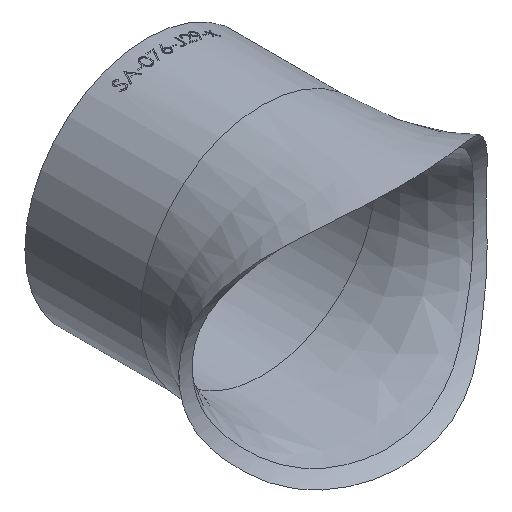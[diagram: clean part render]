
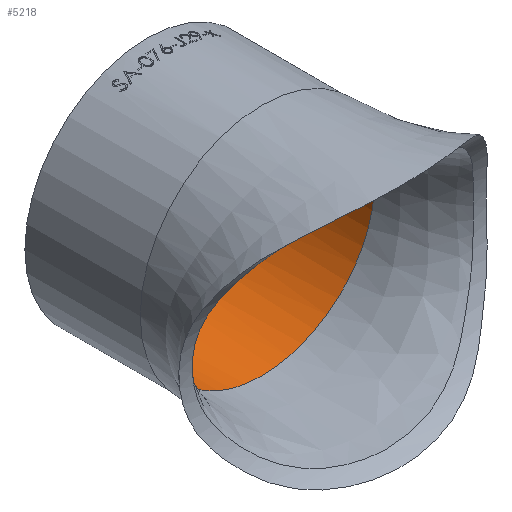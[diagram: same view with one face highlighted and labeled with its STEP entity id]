
A CAD part, isometric view. The second image highlights one B-rep face of the part: STEP entity #5218.
In plain terms, the highlighted cylindrical face has radius 35.15 mm (diameter 70.3 mm), a full revolution.
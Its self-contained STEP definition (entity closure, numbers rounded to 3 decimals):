
#415 = CARTESIAN_POINT ( 'NONE',  ( 12.623, 66.36, -32.832 ) ) ;
#467 = CARTESIAN_POINT ( 'NONE',  ( 4.858, 66.36, 35.15 ) ) ;
#526 = CARTESIAN_POINT ( 'NONE',  ( 21.666, 66.36, -28.033 ) ) ;
#643 = CARTESIAN_POINT ( 'NONE',  ( 33.227, 66.36, -11.548 ) ) ;
#1236 = VERTEX_POINT ( 'NONE', #17352 ) ;
#1559 = EDGE_LOOP ( 'NONE', ( #3041 ) ) ;
#1833 = CARTESIAN_POINT ( 'NONE',  ( -9.349, 66.36, -33.911 ) ) ;
#1888 = CARTESIAN_POINT ( 'NONE',  ( 9.349, 66.36, -33.911 ) ) ;
#1935 = EDGE_CURVE ( 'NONE', #1236, #1236, #18287, .T. ) ;
#1947 = CARTESIAN_POINT ( 'NONE',  ( 11.548, 66.36, -33.227 ) ) ;
#2002 = CARTESIAN_POINT ( 'NONE',  ( 34.201, 66.36, 8.224 ) ) ;
#2067 = CARTESIAN_POINT ( 'NONE',  ( 30.608, 66.36, -17.877 ) ) ;
#2146 = ORIENTED_EDGE ( 'NONE', *, *, #13034, .T. ) ;
#3041 = ORIENTED_EDGE ( 'NONE', *, *, #1935, .F. ) ;
#3303 = CARTESIAN_POINT ( 'NONE',  ( -32.832, 66.36, -12.623 ) ) ;
#3361 = CARTESIAN_POINT ( 'NONE',  ( 33.911, 66.36, 9.349 ) ) ;
#3419 = CARTESIAN_POINT ( 'NONE',  ( 21.666, 66.36, 28.033 ) ) ;
#3481 = CARTESIAN_POINT ( 'NONE',  ( 1.206, 66.36, -35.15 ) ) ;
#3664 = CARTESIAN_POINT ( 'NONE',  ( -34.67, 66.36, 5.937 ) ) ;
#3755 = DIRECTION ( 'NONE',  ( 0., 0., 1. ) ) ;
#3777 = CARTESIAN_POINT ( 'NONE',  ( -35.15, 66.36, -1.206 ) ) ;
#4642 = CARTESIAN_POINT ( 'NONE',  ( 35.15, 66.36, -1.206 ) ) ;
#4704 = CARTESIAN_POINT ( 'NONE',  ( -2.414, 66.36, -35.088 ) ) ;
#4707 = AXIS2_PLACEMENT_3D ( 'NONE', #6481, #10549, #3755 ) ;
#4765 = CARTESIAN_POINT ( 'NONE',  ( 8.224, 66.36, -34.201 ) ) ;
#4823 = CARTESIAN_POINT ( 'NONE',  ( 0., 66.36, 35.15 ) ) ;
#4886 = CARTESIAN_POINT ( 'NONE',  ( -4.779, 66.36, -34.848 ) ) ;
#4946 = CARTESIAN_POINT ( 'NONE',  ( -33.911, 66.36, 9.349 ) ) ;
#5065 = CARTESIAN_POINT ( 'NONE',  ( -34.848, 66.36, 4.779 ) ) ;
#5132 = CARTESIAN_POINT ( 'NONE',  ( -33.911, 66.36, -9.349 ) ) ;
#5190 = CARTESIAN_POINT ( 'NONE',  ( -35.15, 66.36, 1.206 ) ) ;
#5218 = ADVANCED_FACE ( 'NONE', ( #12787, #16739 ), #9245, .F. ) ;
#5542 = CARTESIAN_POINT ( 'NONE',  ( 0., 66.36, 0. ) ) ;
#6087 = CARTESIAN_POINT ( 'NONE',  ( -28.033, 66.36, -21.666 ) ) ;
#6272 = CARTESIAN_POINT ( 'NONE',  ( 30.608, 66.36, 17.877 ) ) ;
#6331 = CARTESIAN_POINT ( 'NONE',  ( -12.623, 66.36, -32.832 ) ) ;
#6367 = AXIS2_PLACEMENT_3D ( 'NONE', #5542, #16817, #9871 ) ;
#6392 = CARTESIAN_POINT ( 'NONE',  ( -35.088, 66.36, -2.414 ) ) ;
#6481 = CARTESIAN_POINT ( 'NONE',  ( 0., 102.36, 0. ) ) ;
#6559 = CARTESIAN_POINT ( 'NONE',  ( -21.666, 66.36, 28.033 ) ) ;
#7450 = CARTESIAN_POINT ( 'NONE',  ( -17.877, 66.36, -30.608 ) ) ;
#7508 = CARTESIAN_POINT ( 'NONE',  ( 17.877, 66.36, 30.609 ) ) ;
#7568 = CARTESIAN_POINT ( 'NONE',  ( 34.67, 66.36, 5.937 ) ) ;
#7630 = CARTESIAN_POINT ( 'NONE',  ( 5.937, 66.36, -34.67 ) ) ;
#7752 = CARTESIAN_POINT ( 'NONE',  ( -33.227, 66.36, 11.548 ) ) ;
#7810 = CARTESIAN_POINT ( 'NONE',  ( -17.877, 66.36, 30.609 ) ) ;
#8851 = CARTESIAN_POINT ( 'NONE',  ( 35.15, 66.36, 1.206 ) ) ;
#8974 = CARTESIAN_POINT ( 'NONE',  ( 34.67, 66.36, -5.937 ) ) ;
#9033 = CARTESIAN_POINT ( 'NONE',  ( -5.937, 66.36, -34.67 ) ) ;
#9245 = CYLINDRICAL_SURFACE ( 'NONE', #6367, 35.15 ) ;
#9871 = DIRECTION ( 'NONE',  ( 0., 0., 1. ) ) ;
#10018 = EDGE_LOOP ( 'NONE', ( #2146 ) ) ;
#10277 = CARTESIAN_POINT ( 'NONE',  ( 32.832, 66.36, -12.623 ) ) ;
#10335 = CARTESIAN_POINT ( 'NONE',  ( 28.033, 66.36, -21.666 ) ) ;
#10391 = CARTESIAN_POINT ( 'NONE',  ( 34.848, 66.36, 4.779 ) ) ;
#10513 = CARTESIAN_POINT ( 'NONE',  ( 33.227, 66.36, 11.548 ) ) ;
#10549 = DIRECTION ( 'NONE',  ( 0., 1., 0. ) ) ;
#11742 = CARTESIAN_POINT ( 'NONE',  ( 2.414, 66.36, -35.088 ) ) ;
#11805 = CARTESIAN_POINT ( 'NONE',  ( 35.088, 66.36, 2.414 ) ) ;
#11863 = CARTESIAN_POINT ( 'NONE',  ( 33.911, 66.36, -9.349 ) ) ;
#12050 = CARTESIAN_POINT ( 'NONE',  ( -34.201, 66.36, -8.224 ) ) ;
#12175 = CARTESIAN_POINT ( 'NONE',  ( -9.472, 66.36, 34.166 ) ) ;
#12787 = FACE_OUTER_BOUND ( 'NONE', #1559, .T. ) ;
#13034 = EDGE_CURVE ( 'NONE', #15793, #15793, #17679, .T. ) ;
#13102 = CARTESIAN_POINT ( 'NONE',  ( -21.666, 66.36, -28.033 ) ) ;
#13161 = CARTESIAN_POINT ( 'NONE',  ( 4.779, 66.36, -34.848 ) ) ;
#13221 = CARTESIAN_POINT ( 'NONE',  ( 32.832, 66.36, 12.623 ) ) ;
#13341 = CARTESIAN_POINT ( 'NONE',  ( -8.224, 66.36, -34.201 ) ) ;
#13404 = CARTESIAN_POINT ( 'NONE',  ( -35.088, 66.36, 2.414 ) ) ;
#13582 = CARTESIAN_POINT ( 'NONE',  ( -30.608, 66.36, 17.877 ) ) ;
#13639 = CARTESIAN_POINT ( 'NONE',  ( -34.201, 66.36, 8.224 ) ) ;
#14522 = CARTESIAN_POINT ( 'NONE',  ( 34.201, 66.36, -8.224 ) ) ;
#14640 = CARTESIAN_POINT ( 'NONE',  ( 34.848, 66.36, -4.779 ) ) ;
#14699 = CARTESIAN_POINT ( 'NONE',  ( 35.088, 66.36, -2.414 ) ) ;
#14759 = CARTESIAN_POINT ( 'NONE',  ( -11.548, 66.36, -33.227 ) ) ;
#14817 = CARTESIAN_POINT ( 'NONE',  ( -33.227, 66.36, -11.548 ) ) ;
#14877 = CARTESIAN_POINT ( 'NONE',  ( -4.858, 66.36, 35.15 ) ) ;
#14993 = CARTESIAN_POINT ( 'NONE',  ( 0., 66.36, 35.15 ) ) ;
#15051 = CARTESIAN_POINT ( 'NONE',  ( -34.848, 66.36, -4.779 ) ) ;
#15793 = VERTEX_POINT ( 'NONE', #16151 ) ;
#15929 = CARTESIAN_POINT ( 'NONE',  ( -30.608, 66.36, -17.877 ) ) ;
#15989 = CARTESIAN_POINT ( 'NONE',  ( 28.033, 66.36, 21.666 ) ) ;
#16105 = CARTESIAN_POINT ( 'NONE',  ( 9.472, 66.36, 34.166 ) ) ;
#16151 = CARTESIAN_POINT ( 'NONE',  ( 0., 102.36, 35.15 ) ) ;
#16227 = CARTESIAN_POINT ( 'NONE',  ( -32.832, 66.36, 12.623 ) ) ;
#16739 = FACE_OUTER_BOUND ( 'NONE', #10018, .T. ) ;
#16817 = DIRECTION ( 'NONE',  ( 0., 1., 0. ) ) ;
#17352 = CARTESIAN_POINT ( 'NONE',  ( 0., 66.36, 35.15 ) ) ;
#17489 = CARTESIAN_POINT ( 'NONE',  ( -1.206, 66.36, -35.15 ) ) ;
#17551 = CARTESIAN_POINT ( 'NONE',  ( 17.877, 66.36, -30.608 ) ) ;
#17672 = CARTESIAN_POINT ( 'NONE',  ( -28.033, 66.36, 21.666 ) ) ;
#17679 = CIRCLE ( 'NONE', #4707, 35.15 ) ;
#17862 = CARTESIAN_POINT ( 'NONE',  ( -34.67, 66.36, -5.937 ) ) ;
#18287 = B_SPLINE_CURVE_WITH_KNOTS ( 'NONE', 3,
 ( #4823, #467, #16105, #7508, #3419, #15989, #6272, #13221, #10513, #3361, #2002, #7568, #10391, #11805, #8851, #4642, #14699, #14640, #8974, #14522, #11863, #643, #10277, #2067, #10335, #526, #17551, #415, #1947, #1888, #4765, #7630, #13161, #11742, #3481, #17489, #4704, #4886, #9033, #13341, #1833, #14759, #6331, #7450, #13102, #6087, #15929, #3303, #14817, #5132, #12050, #17862, #15051, #6392, #3777, #5190, #13404, #5065, #3664, #13639, #4946, #7752, #16227, #13582, #17672, #6559, #7810, #12175, #14877, #14993 ),
 .UNSPECIFIED., .T., .F.,
 ( 4, 2, 2, 2, 2, 2, 2, 2, 2, 2, 2, 2, 2, 2, 2, 2, 2, 2, 2, 2, 2, 2, 2, 2, 2, 2, 2, 2, 2, 2, 2, 2, 2, 2, 4 ),
 ( 0., 0.062, 0.125, 0.187, 0.203, 0.219, 0.234, 0.25, 0.266, 0.281, 0.297, 0.312, 0.375, 0.437, 0.453, 0.469, 0.484, 0.5, 0.516, 0.531, 0.547, 0.563, 0.625, 0.688, 0.703, 0.719, 0.734, 0.75, 0.766, 0.781, 0.797, 0.813, 0.875, 0.938, 1. ),
 .UNSPECIFIED. ) ;
